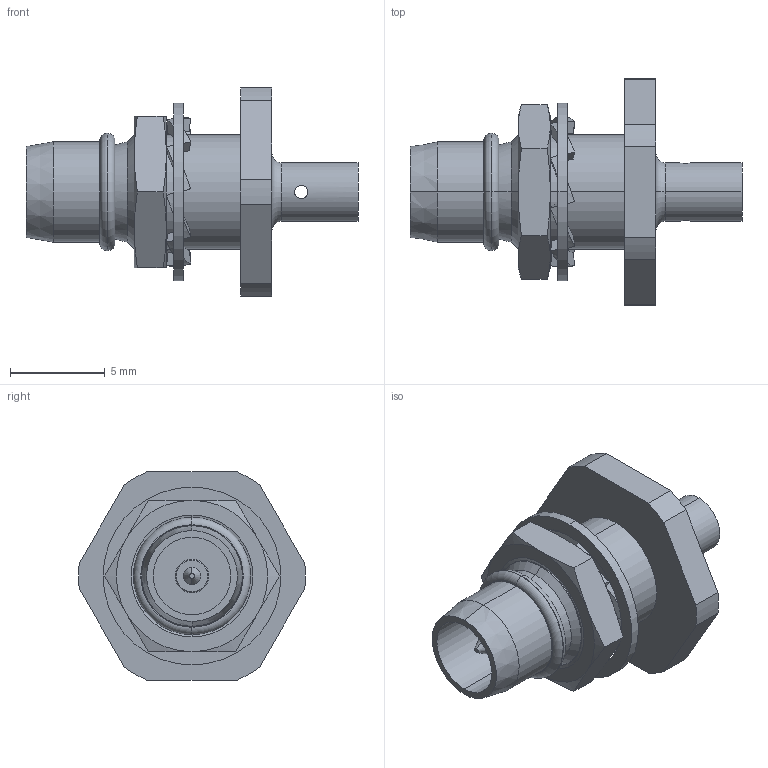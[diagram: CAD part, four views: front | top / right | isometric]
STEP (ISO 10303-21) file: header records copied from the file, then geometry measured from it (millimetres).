
FILE_DESCRIPTION (( 'STEP AP203' ), '1' );
FILE_NAME ('R128.052.000C.STEP', '2012-06-18T06:39:50', ( 'user' ), ( '' ), 'SwSTEP 2.0', 'SolidWorks 2011', '' );
FILE_SCHEMA (( 'CONFIG_CONTROL_DESIGN' ));
Length unit declared in the file: millimetre
Products named in the file (1): R128.052.000C
Bounding box: 17.55 x 11.99 x 11 mm (x, y, z)
Volume: 486.2 mm3; surface area: 816.8 mm2
Topology: 2 solids, 2 shells, 158 faces, 376 edges, 240 vertices
Faces by surface type: plane 63, cylinder 59, cone 26, torus 10
Entity records: 4985 total; most frequent: CARTESIAN_POINT 1269, DIRECTION 774, ORIENTED_EDGE 752, EDGE_CURVE 376, AXIS2_PLACEMENT_3D 315, VERTEX_POINT 240, EDGE_LOOP 180, FACE_OUTER_BOUND 158
